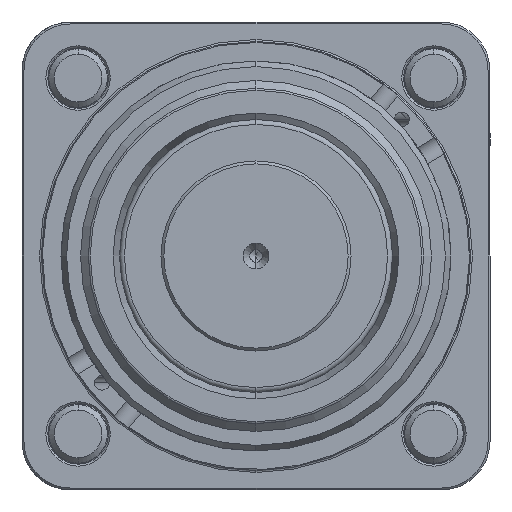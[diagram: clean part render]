
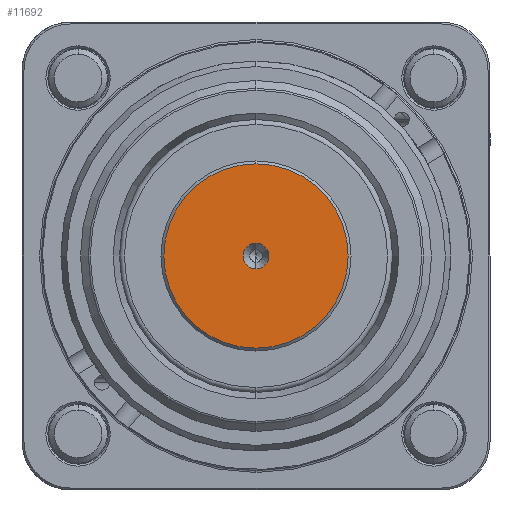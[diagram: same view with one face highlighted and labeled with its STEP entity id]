
A CAD part, front view. The second image highlights one B-rep face of the part: STEP entity #11692.
In plain terms, the highlighted planar face has unit normal (0, -1, 0).
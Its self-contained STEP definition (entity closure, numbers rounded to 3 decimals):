
#1343 = DIRECTION ( 'NONE',  ( 0., 0., -1. ) ) ;
#1777 = CARTESIAN_POINT ( 'NONE',  ( 0., -40.5, -9.45 ) ) ;
#3287 = CARTESIAN_POINT ( 'NONE',  ( 0., -40.5, -1.325 ) ) ;
#4333 = CIRCLE ( 'NONE', #26639, 9.45 ) ;
#4492 = FACE_BOUND ( 'NONE', #20218, .T. ) ;
#4613 = CARTESIAN_POINT ( 'NONE',  ( 0., -40.5, 1.325 ) ) ;
#5667 = CARTESIAN_POINT ( 'NONE',  ( 0., -40.5, 0. ) ) ;
#5900 = AXIS2_PLACEMENT_3D ( 'NONE', #5667, #17423, #35575 ) ;
#6985 = CARTESIAN_POINT ( 'NONE',  ( 0., -40.5, 0. ) ) ;
#7105 = CARTESIAN_POINT ( 'NONE',  ( -1.325, -40.5, 0. ) ) ;
#7763 = CARTESIAN_POINT ( 'NONE',  ( 0., -40.5, 0. ) ) ;
#8499 = CARTESIAN_POINT ( 'NONE',  ( 0., -40.5, 9.45 ) ) ;
#9465 = DIRECTION ( 'NONE',  ( 0., -1., 0. ) ) ;
#10283 = DIRECTION ( 'NONE',  ( 0., 1., 0. ) ) ;
#10992 = AXIS2_PLACEMENT_3D ( 'NONE', #6985, #24931, #37682 ) ;
#11197 = EDGE_CURVE ( 'NONE', #23805, #37071, #4333, .T. ) ;
#11692 = ADVANCED_FACE ( 'NONE', ( #4492, #34039 ), #18852, .F. ) ;
#12624 = CARTESIAN_POINT ( 'NONE',  ( 0., -40.5, 0. ) ) ;
#14828 = CIRCLE ( 'NONE', #5900, 1.325 ) ;
#14953 = ORIENTED_EDGE ( 'NONE', *, *, #24590, .F. ) ;
#17355 = CIRCLE ( 'NONE', #10992, 1.325 ) ;
#17423 = DIRECTION ( 'NONE',  ( 0., -1., 0. ) ) ;
#18852 = PLANE ( 'NONE',  #22341 ) ;
#20218 = EDGE_LOOP ( 'NONE', ( #14953, #34563 ) ) ;
#21789 = VERTEX_POINT ( 'NONE', #3287 ) ;
#22341 = AXIS2_PLACEMENT_3D ( 'NONE', #7105, #10283, #1343 ) ;
#23805 = VERTEX_POINT ( 'NONE', #8499 ) ;
#24307 = VERTEX_POINT ( 'NONE', #4613 ) ;
#24590 = EDGE_CURVE ( 'NONE', #24307, #21789, #14828, .T. ) ;
#24931 = DIRECTION ( 'NONE',  ( 0., -1., 0. ) ) ;
#26639 = AXIS2_PLACEMENT_3D ( 'NONE', #12624, #9465, #37176 ) ;
#27769 = CIRCLE ( 'NONE', #36046, 9.45 ) ;
#28590 = EDGE_CURVE ( 'NONE', #21789, #24307, #17355, .T. ) ;
#31521 = EDGE_CURVE ( 'NONE', #37071, #23805, #27769, .T. ) ;
#32334 = ORIENTED_EDGE ( 'NONE', *, *, #11197, .T. ) ;
#34039 = FACE_OUTER_BOUND ( 'NONE', #38836, .T. ) ;
#34563 = ORIENTED_EDGE ( 'NONE', *, *, #28590, .F. ) ;
#35575 = DIRECTION ( 'NONE',  ( 0., 0., 1. ) ) ;
#36046 = AXIS2_PLACEMENT_3D ( 'NONE', #7763, #38286, #37882 ) ;
#37071 = VERTEX_POINT ( 'NONE', #1777 ) ;
#37176 = DIRECTION ( 'NONE',  ( 0., 0., 1. ) ) ;
#37480 = ORIENTED_EDGE ( 'NONE', *, *, #31521, .T. ) ;
#37682 = DIRECTION ( 'NONE',  ( 0., 0., 1. ) ) ;
#37882 = DIRECTION ( 'NONE',  ( 0., 0., 1. ) ) ;
#38286 = DIRECTION ( 'NONE',  ( 0., -1., 0. ) ) ;
#38836 = EDGE_LOOP ( 'NONE', ( #37480, #32334 ) ) ;
